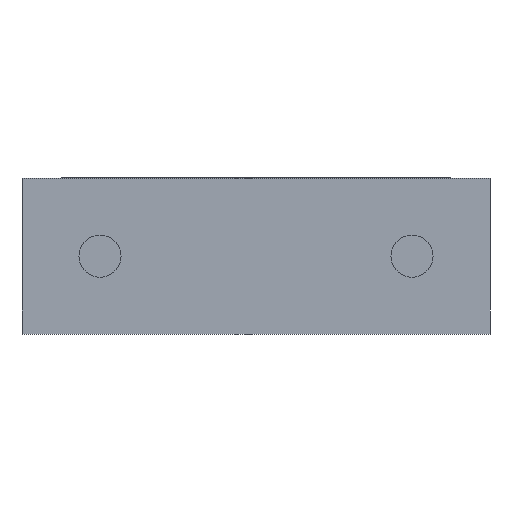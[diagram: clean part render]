
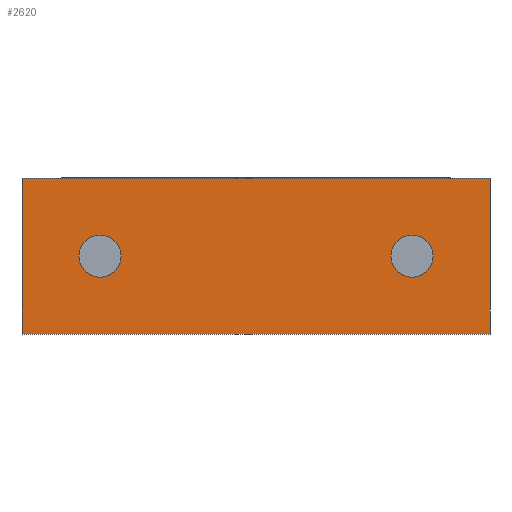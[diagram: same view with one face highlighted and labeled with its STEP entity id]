
A CAD part, front view. The second image highlights one B-rep face of the part: STEP entity #2620.
In plain terms, the highlighted planar face has unit normal (0, -1, 0).
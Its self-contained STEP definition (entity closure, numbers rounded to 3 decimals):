
#19 = ORIENTED_EDGE ( 'NONE', *, *, #1037, .F. ) ;
#54 = EDGE_CURVE ( 'NONE', #1550, #94, #1001, .T. ) ;
#71 = EDGE_CURVE ( 'NONE', #1817, #562, #2345, .T. ) ;
#94 = VERTEX_POINT ( 'NONE', #2370 ) ;
#117 = PLANE ( 'NONE',  #836 ) ;
#196 = DIRECTION ( 'NONE',  ( -1., 0., 0. ) ) ;
#218 = DIRECTION ( 'NONE',  ( 0., -1., 0. ) ) ;
#299 = DIRECTION ( 'NONE',  ( -1., 0., 0. ) ) ;
#340 = VECTOR ( 'NONE', #603, 1000. ) ;
#363 = DIRECTION ( 'NONE',  ( -1., 0., 0. ) ) ;
#386 = ORIENTED_EDGE ( 'NONE', *, *, #1388, .F. ) ;
#405 = VERTEX_POINT ( 'NONE', #1491 ) ;
#465 = CARTESIAN_POINT ( 'NONE',  ( 6.35, 0., 1.27 ) ) ;
#562 = VERTEX_POINT ( 'NONE', #1029 ) ;
#581 = CARTESIAN_POINT ( 'NONE',  ( 1.27, 0., 1.27 ) ) ;
#603 = DIRECTION ( 'NONE',  ( 1., 0., 0. ) ) ;
#631 = CIRCLE ( 'NONE', #3022, 0.343 ) ;
#686 = VERTEX_POINT ( 'NONE', #905 ) ;
#719 = DIRECTION ( 'NONE',  ( 0., 0., -1. ) ) ;
#743 = VECTOR ( 'NONE', #2061, 1000. ) ;
#780 = FACE_OUTER_BOUND ( 'NONE', #2402, .T. ) ;
#801 = AXIS2_PLACEMENT_3D ( 'NONE', #1592, #2837, #1603 ) ;
#809 = CARTESIAN_POINT ( 'NONE',  ( 0., 0., 0. ) ) ;
#836 = AXIS2_PLACEMENT_3D ( 'NONE', #1834, #2565, #363 ) ;
#859 = CARTESIAN_POINT ( 'NONE',  ( 0., 0., 2.54 ) ) ;
#876 = DIRECTION ( 'NONE',  ( -1., 0., 0. ) ) ;
#896 = CIRCLE ( 'NONE', #2889, 0.343 ) ;
#905 = CARTESIAN_POINT ( 'NONE',  ( 7.62, 0., 0. ) ) ;
#918 = ORIENTED_EDGE ( 'NONE', *, *, #54, .F. ) ;
#1001 = LINE ( 'NONE', #2380, #340 ) ;
#1012 = ORIENTED_EDGE ( 'NONE', *, *, #1814, .F. ) ;
#1022 = CIRCLE ( 'NONE', #1682, 0.343 ) ;
#1029 = CARTESIAN_POINT ( 'NONE',  ( 6.35, 0., 0.927 ) ) ;
#1037 = EDGE_CURVE ( 'NONE', #2596, #405, #631, .T. ) ;
#1231 = DIRECTION ( 'NONE',  ( 1., 0., 0. ) ) ;
#1339 = CARTESIAN_POINT ( 'NONE',  ( 1.27, 0., 0.927 ) ) ;
#1342 = DIRECTION ( 'NONE',  ( 0., -1., 0. ) ) ;
#1388 = EDGE_CURVE ( 'NONE', #562, #1817, #1022, .T. ) ;
#1429 = ORIENTED_EDGE ( 'NONE', *, *, #71, .F. ) ;
#1434 = EDGE_LOOP ( 'NONE', ( #1429, #386 ) ) ;
#1435 = LINE ( 'NONE', #2690, #2353 ) ;
#1437 = FACE_BOUND ( 'NONE', #1434, .T. ) ;
#1491 = CARTESIAN_POINT ( 'NONE',  ( 1.27, 0., 1.613 ) ) ;
#1508 = ORIENTED_EDGE ( 'NONE', *, *, #2918, .T. ) ;
#1536 = VERTEX_POINT ( 'NONE', #809 ) ;
#1550 = VERTEX_POINT ( 'NONE', #1767 ) ;
#1563 = DIRECTION ( 'NONE',  ( 0., -1., 0. ) ) ;
#1592 = CARTESIAN_POINT ( 'NONE',  ( 6.35, 0., 1.27 ) ) ;
#1603 = DIRECTION ( 'NONE',  ( -1., 0., 0. ) ) ;
#1633 = EDGE_CURVE ( 'NONE', #405, #2596, #896, .T. ) ;
#1651 = EDGE_CURVE ( 'NONE', #1550, #1536, #2086, .T. ) ;
#1658 = CARTESIAN_POINT ( 'NONE',  ( 6.35, 0., 1.613 ) ) ;
#1682 = AXIS2_PLACEMENT_3D ( 'NONE', #465, #218, #196 ) ;
#1767 = CARTESIAN_POINT ( 'NONE',  ( 0., 0., 2.54 ) ) ;
#1814 = EDGE_CURVE ( 'NONE', #94, #686, #1862, .T. ) ;
#1817 = VERTEX_POINT ( 'NONE', #1658 ) ;
#1816 = FACE_BOUND ( 'NONE', #2159, .T. ) ;
#1834 = CARTESIAN_POINT ( 'NONE',  ( 7.62, 0., 2.54 ) ) ;
#1862 = LINE ( 'NONE', #2666, #3104 ) ;
#2061 = DIRECTION ( 'NONE',  ( 0., 0., -1. ) ) ;
#2086 = LINE ( 'NONE', #859, #743 ) ;
#2159 = EDGE_LOOP ( 'NONE', ( #3100, #19 ) ) ;
#2345 = CIRCLE ( 'NONE', #801, 0.343 ) ;
#2353 = VECTOR ( 'NONE', #1231, 1000. ) ;
#2363 = ORIENTED_EDGE ( 'NONE', *, *, #1651, .T. ) ;
#2370 = CARTESIAN_POINT ( 'NONE',  ( 7.62, 0., 2.54 ) ) ;
#2380 = CARTESIAN_POINT ( 'NONE',  ( 7.62, 0., 2.54 ) ) ;
#2402 = EDGE_LOOP ( 'NONE', ( #1508, #1012, #918, #2363 ) ) ;
#2515 = CARTESIAN_POINT ( 'NONE',  ( 1.27, 0., 1.27 ) ) ;
#2565 = DIRECTION ( 'NONE',  ( 0., 1., 0. ) ) ;
#2596 = VERTEX_POINT ( 'NONE', #1339 ) ;
#2620 = ADVANCED_FACE ( 'NONE', ( #1816, #780, #1437 ), #117, .F. ) ;
#2666 = CARTESIAN_POINT ( 'NONE',  ( 7.62, 0., 2.54 ) ) ;
#2690 = CARTESIAN_POINT ( 'NONE',  ( 7.62, 0., 0. ) ) ;
#2837 = DIRECTION ( 'NONE',  ( 0., -1., 0. ) ) ;
#2889 = AXIS2_PLACEMENT_3D ( 'NONE', #581, #1342, #876 ) ;
#2918 = EDGE_CURVE ( 'NONE', #1536, #686, #1435, .T. ) ;
#3022 = AXIS2_PLACEMENT_3D ( 'NONE', #2515, #1563, #299 ) ;
#3100 = ORIENTED_EDGE ( 'NONE', *, *, #1633, .F. ) ;
#3104 = VECTOR ( 'NONE', #719, 1000. ) ;
